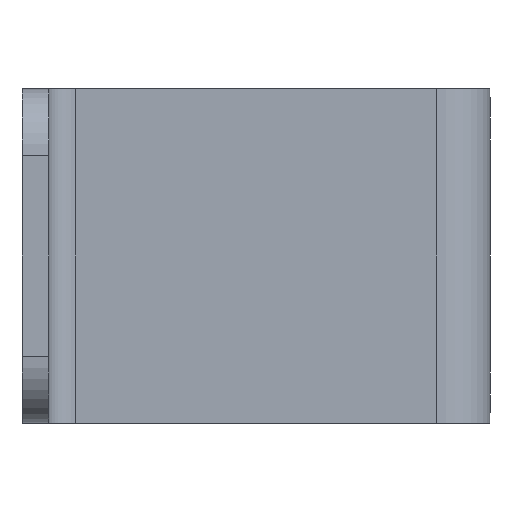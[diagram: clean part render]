
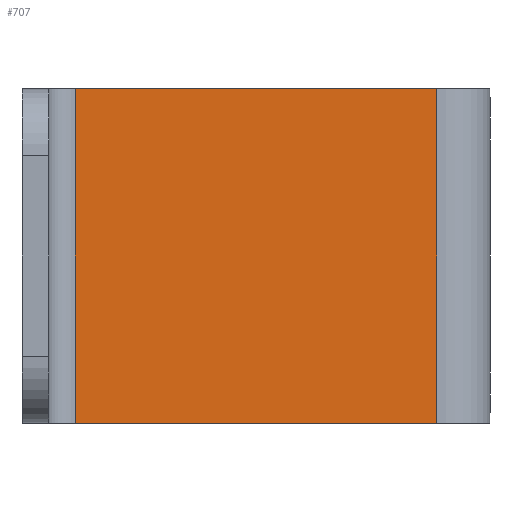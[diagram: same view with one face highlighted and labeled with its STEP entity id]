
A CAD part, left-side view. The second image highlights one B-rep face of the part: STEP entity #707.
In plain terms, the highlighted planar face has unit normal (-1, 0, 0).
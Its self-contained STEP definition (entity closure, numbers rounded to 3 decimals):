
#24 = DIRECTION ( 'NONE',  ( 0., -1., 0. ) ) ;
#45 = FACE_OUTER_BOUND ( 'NONE', #834, .T. ) ;
#54 = LINE ( 'NONE', #591, #229 ) ;
#85 = EDGE_CURVE ( 'NONE', #446, #633, #54, .T. ) ;
#97 = ORIENTED_EDGE ( 'NONE', *, *, #845, .T. ) ;
#133 = CARTESIAN_POINT ( 'NONE',  ( -4., 33., -25. ) ) ;
#139 = DIRECTION ( 'NONE',  ( 0., 0., -1. ) ) ;
#177 = ORIENTED_EDGE ( 'NONE', *, *, #260, .F. ) ;
#229 = VECTOR ( 'NONE', #728, 1000. ) ;
#259 = CARTESIAN_POINT ( 'NONE',  ( -4., -29., 25. ) ) ;
#260 = EDGE_CURVE ( 'NONE', #777, #678, #502, .T. ) ;
#264 = LINE ( 'NONE', #729, #793 ) ;
#274 = ORIENTED_EDGE ( 'NONE', *, *, #85, .T. ) ;
#280 = VECTOR ( 'NONE', #24, 1000. ) ;
#411 = EDGE_CURVE ( 'NONE', #446, #777, #264, .T. ) ;
#446 = VERTEX_POINT ( 'NONE', #550 ) ;
#481 = VECTOR ( 'NONE', #139, 1000. ) ;
#482 = LINE ( 'NONE', #133, #280 ) ;
#488 = DIRECTION ( 'NONE',  ( 1., 0., 0. ) ) ;
#496 = CARTESIAN_POINT ( 'NONE',  ( -4., -29., -25. ) ) ;
#502 = LINE ( 'NONE', #852, #481 ) ;
#532 = ORIENTED_EDGE ( 'NONE', *, *, #411, .F. ) ;
#550 = CARTESIAN_POINT ( 'NONE',  ( -4., 25., 25. ) ) ;
#566 = CARTESIAN_POINT ( 'NONE',  ( -4., 33., 25. ) ) ;
#591 = CARTESIAN_POINT ( 'NONE',  ( -4., 25., 25. ) ) ;
#592 = DIRECTION ( 'NONE',  ( 0., -1., 0. ) ) ;
#593 = AXIS2_PLACEMENT_3D ( 'NONE', #566, #488, #850 ) ;
#633 = VERTEX_POINT ( 'NONE', #721 ) ;
#637 = PLANE ( 'NONE',  #593 ) ;
#678 = VERTEX_POINT ( 'NONE', #496 ) ;
#707 = ADVANCED_FACE ( 'NONE', ( #45 ), #637, .F. ) ;
#721 = CARTESIAN_POINT ( 'NONE',  ( -4., 25., -25. ) ) ;
#728 = DIRECTION ( 'NONE',  ( 0., 0., -1. ) ) ;
#729 = CARTESIAN_POINT ( 'NONE',  ( -4., 33., 25. ) ) ;
#777 = VERTEX_POINT ( 'NONE', #259 ) ;
#793 = VECTOR ( 'NONE', #592, 1000. ) ;
#834 = EDGE_LOOP ( 'NONE', ( #97, #177, #532, #274 ) ) ;
#845 = EDGE_CURVE ( 'NONE', #633, #678, #482, .T. ) ;
#850 = DIRECTION ( 'NONE',  ( 0., 0., -1. ) ) ;
#852 = CARTESIAN_POINT ( 'NONE',  ( -4., -29., 25. ) ) ;
